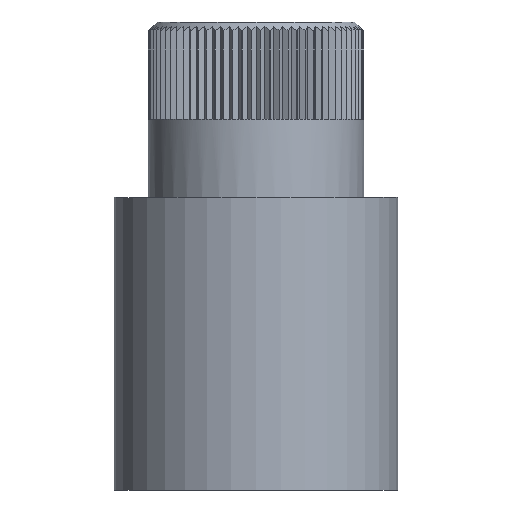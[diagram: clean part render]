
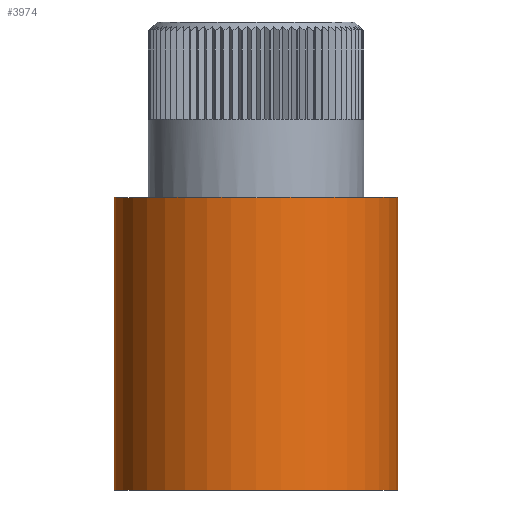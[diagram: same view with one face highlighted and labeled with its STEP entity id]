
A CAD part, front view. The second image highlights one B-rep face of the part: STEP entity #3974.
In plain terms, the highlighted cylindrical face has radius 8 mm (diameter 16 mm), a partial arc.
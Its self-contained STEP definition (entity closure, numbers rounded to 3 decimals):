
#127 = CARTESIAN_POINT ( 'NONE',  ( -8., 0., -16.5 ) ) ;
#135 = CARTESIAN_POINT ( 'NONE',  ( 8., 0., -16.5 ) ) ;
#136 = LINE ( 'NONE', #127, #2070 ) ;
#140 = DIRECTION ( 'NONE',  ( 0., 0., 1. ) ) ;
#141 = LINE ( 'NONE', #135, #2067 ) ;
#145 = DIRECTION ( 'NONE',  ( 0., 0., 1. ) ) ;
#146 = CARTESIAN_POINT ( 'NONE',  ( 0., 0., 0. ) ) ;
#147 = DIRECTION ( 'NONE',  ( 0., 0., 1. ) ) ;
#148 = DIRECTION ( 'NONE',  ( 1., 0., 0. ) ) ;
#152 = CARTESIAN_POINT ( 'NONE',  ( 0., 0., -16.5 ) ) ;
#153 = DIRECTION ( 'NONE',  ( 0., 0., 1. ) ) ;
#154 = DIRECTION ( 'NONE',  ( 1., 0., 0. ) ) ;
#2067 = VECTOR ( 'NONE', #145, 1000. ) ;
#2070 = VECTOR ( 'NONE', #140, 1000. ) ;
#2071 = CIRCLE ( 'NONE', #2075, 8. ) ;
#2075 = AXIS2_PLACEMENT_3D ( 'NONE', #146, #147, #148 ) ;
#2076 = CIRCLE ( 'NONE', #2079, 8. ) ;
#2079 = AXIS2_PLACEMENT_3D ( 'NONE', #152, #153, #154 ) ;
#2388 = ORIENTED_EDGE ( 'NONE', *, *, #5606, .F. ) ;
#2389 = ORIENTED_EDGE ( 'NONE', *, *, #5611, .T. ) ;
#2390 = ORIENTED_EDGE ( 'NONE', *, *, #5608, .T. ) ;
#2391 = ORIENTED_EDGE ( 'NONE', *, *, #5609, .F. ) ;
#2596 = EDGE_LOOP ( 'NONE', ( #2388, #2389, #2390, #2391 ) ) ;
#2657 = VERTEX_POINT ( 'NONE', #2956 ) ;
#2956 = CARTESIAN_POINT ( 'NONE',  ( -8., 0., -16.5 ) ) ;
#3763 = AXIS2_PLACEMENT_3D ( 'NONE', #4497, #4493, #4500 ) ;
#3974 = ADVANCED_FACE ( 'NONE', ( #4496 ), #4499, .T. ) ;
#4493 = DIRECTION ( 'NONE',  ( 0., 0., 1. ) ) ;
#4496 = FACE_OUTER_BOUND ( 'NONE', #2596, .T. ) ;
#4497 = CARTESIAN_POINT ( 'NONE',  ( 0., 0., -16.5 ) ) ;
#4499 = CYLINDRICAL_SURFACE ( 'NONE', #3763, 8. ) ;
#4500 = DIRECTION ( 'NONE',  ( 1., 0., 0. ) ) ;
#5606 = EDGE_CURVE ( 'NONE', #2657, #7104, #136, .T. ) ;
#5608 = EDGE_CURVE ( 'NONE', #7103, #7107, #141, .T. ) ;
#5609 = EDGE_CURVE ( 'NONE', #7104, #7107, #2071, .T. ) ;
#5611 = EDGE_CURVE ( 'NONE', #2657, #7103, #2076, .T. ) ;
#6760 = CARTESIAN_POINT ( 'NONE',  ( 8., 0., -16.5 ) ) ;
#6761 = CARTESIAN_POINT ( 'NONE',  ( -8., 0., 0. ) ) ;
#6764 = CARTESIAN_POINT ( 'NONE',  ( 8., 0., 0. ) ) ;
#7103 = VERTEX_POINT ( 'NONE', #6760 ) ;
#7104 = VERTEX_POINT ( 'NONE', #6761 ) ;
#7107 = VERTEX_POINT ( 'NONE', #6764 ) ;
